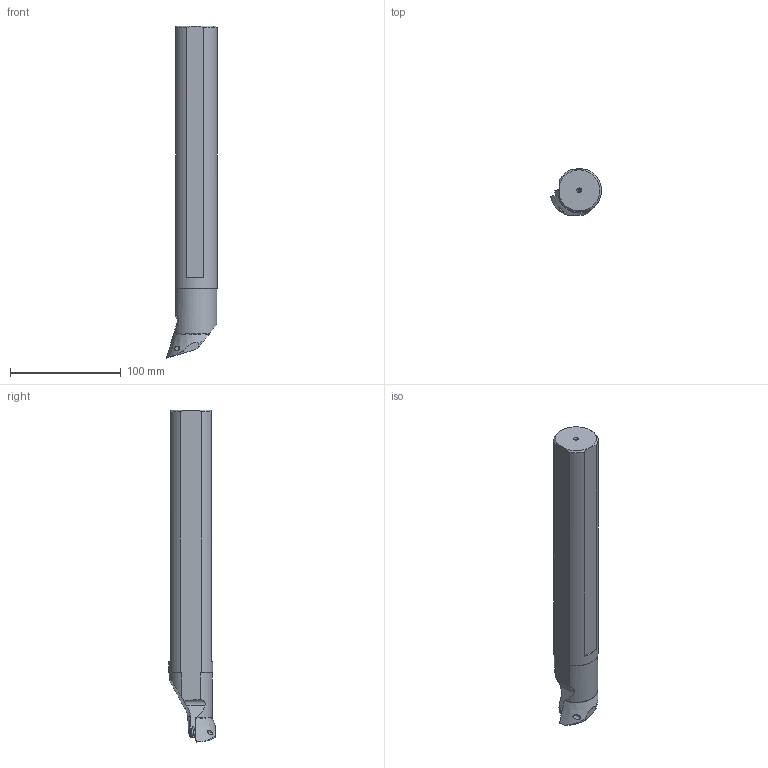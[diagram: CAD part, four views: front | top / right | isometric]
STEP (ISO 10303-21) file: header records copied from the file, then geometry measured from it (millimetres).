
FILE_DESCRIPTION(/* description */ (''),/* implementation_level */ '2;1');
FILE_NAME(/* name */ 'S40TSDQCR15.stp',/* time_stamp */ '2021-11-11T11:49:12+09:00',/* author */ (''),/* organization */ (''),/* preprocessor_version */ 'ST-DEVELOPER v16',/* originating_system */ 'SIEMENS PLM Software NX 10.0',/* authorisation */ '');
FILE_SCHEMA (('AUTOMOTIVE_DESIGN { 1 0 10303 214 3 1 1 1 }'));
Length unit declared in the file: millimetre
Products named in the file (1): S40TSDQCR15_ASM
Bounding box: 45.84 x 41.94 x 299.28 mm (x, y, z)
Volume: 328746.4 mm3; surface area: 37937.4 mm2
Topology: 2 solids, 2 shells, 81 faces, 231 edges, 153 vertices
Faces by surface type: cylinder 30, plane 25, cone 21, torus 3, sphere 2
Entity records: 3298 total; most frequent: CARTESIAN_POINT 1089, DIRECTION 455, ORIENTED_EDGE 450, EDGE_CURVE 225, AXIS2_PLACEMENT_3D 181, VERTEX_POINT 150, LINE 93, VECTOR 93
